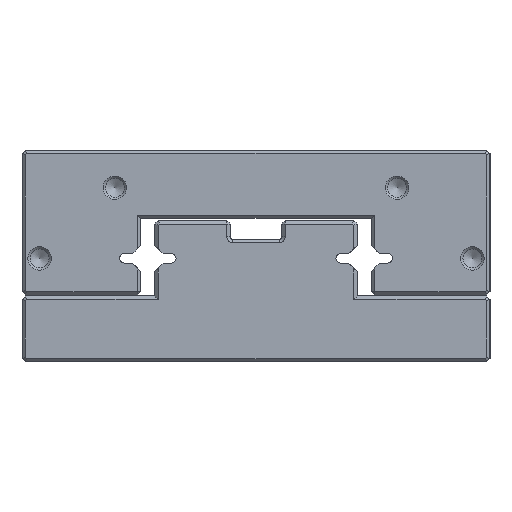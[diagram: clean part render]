
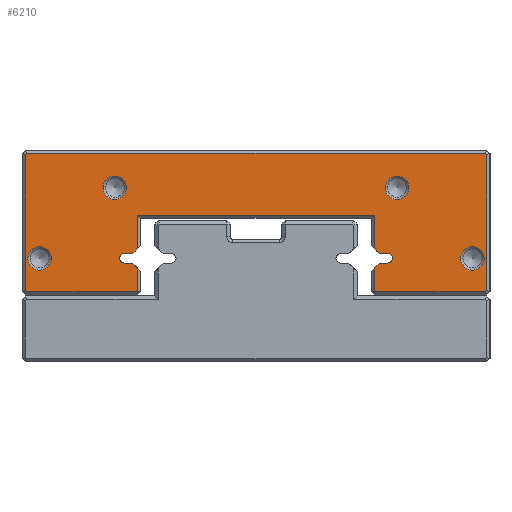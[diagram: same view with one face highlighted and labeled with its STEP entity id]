
A CAD part, left-side view. The second image highlights one B-rep face of the part: STEP entity #6210.
In plain terms, the highlighted planar face has unit normal (-1, 0, 0).
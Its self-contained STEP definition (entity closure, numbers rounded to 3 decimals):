
#5165=FACE_BOUND('',#9560,.T.);
#5166=FACE_BOUND('',#9561,.T.);
#5167=FACE_BOUND('',#9562,.T.);
#5168=FACE_BOUND('',#9563,.T.);
#5169=FACE_BOUND('',#9564,.T.);
#5716=CIRCLE('',#26058,1.);
#5733=CIRCLE('',#26083,1.);
#5739=CIRCLE('',#26095,2.5);
#5740=CIRCLE('',#26096,2.5);
#5741=CIRCLE('',#26097,2.5);
#5742=CIRCLE('',#26098,2.5);
#6210=ADVANCED_FACE('',(#5165,#5166,#5167,#5168,#5169),#7383,.T.);
#7383=PLANE('',#26099);
#9560=EDGE_LOOP('',(#12511,#12512,#12513,#12514,#12515,#12516,#12517,#12518,
#12519,#12520,#12521,#12522,#12523,#12524,#12525,#12526,#12527,#12528,#12529,
#12530,#12531,#12532,#12533,#12534));
#9561=EDGE_LOOP('',(#12535));
#9562=EDGE_LOOP('',(#12536));
#9563=EDGE_LOOP('',(#12537));
#9564=EDGE_LOOP('',(#12538));
#12511=ORIENTED_EDGE('',*,*,#19551,.F.);
#12512=ORIENTED_EDGE('',*,*,#19592,.T.);
#12513=ORIENTED_EDGE('',*,*,#19593,.T.);
#12514=ORIENTED_EDGE('',*,*,#19594,.T.);
#12515=ORIENTED_EDGE('',*,*,#19498,.F.);
#12516=ORIENTED_EDGE('',*,*,#19492,.F.);
#12517=ORIENTED_EDGE('',*,*,#19489,.F.);
#12518=ORIENTED_EDGE('',*,*,#19486,.F.);
#12519=ORIENTED_EDGE('',*,*,#19484,.F.);
#12520=ORIENTED_EDGE('',*,*,#19595,.T.);
#12521=ORIENTED_EDGE('',*,*,#19596,.T.);
#12522=ORIENTED_EDGE('',*,*,#19597,.T.);
#12523=ORIENTED_EDGE('',*,*,#19598,.T.);
#12524=ORIENTED_EDGE('',*,*,#19599,.T.);
#12525=ORIENTED_EDGE('',*,*,#19600,.T.);
#12526=ORIENTED_EDGE('',*,*,#19601,.T.);
#12527=ORIENTED_EDGE('',*,*,#19602,.T.);
#12528=ORIENTED_EDGE('',*,*,#19603,.T.);
#12529=ORIENTED_EDGE('',*,*,#19604,.T.);
#12530=ORIENTED_EDGE('',*,*,#19605,.T.);
#12531=ORIENTED_EDGE('',*,*,#19565,.F.);
#12532=ORIENTED_EDGE('',*,*,#19559,.F.);
#12533=ORIENTED_EDGE('',*,*,#19556,.F.);
#12534=ORIENTED_EDGE('',*,*,#19553,.F.);
#12535=ORIENTED_EDGE('',*,*,#19606,.T.);
#12536=ORIENTED_EDGE('',*,*,#19607,.T.);
#12537=ORIENTED_EDGE('',*,*,#19608,.T.);
#12538=ORIENTED_EDGE('',*,*,#19609,.T.);
#17334=VERTEX_POINT('',#34860);
#17335=VERTEX_POINT('',#34862);
#17336=VERTEX_POINT('',#34866);
#17338=VERTEX_POINT('',#34872);
#17340=VERTEX_POINT('',#34878);
#17345=VERTEX_POINT('',#34890);
#17381=VERTEX_POINT('',#34982);
#17382=VERTEX_POINT('',#34984);
#17383=VERTEX_POINT('',#34988);
#17385=VERTEX_POINT('',#34994);
#17387=VERTEX_POINT('',#35000);
#17392=VERTEX_POINT('',#35012);
#17415=VERTEX_POINT('',#35066);
#17416=VERTEX_POINT('',#35068);
#17417=VERTEX_POINT('',#35071);
#17418=VERTEX_POINT('',#35073);
#17419=VERTEX_POINT('',#35075);
#17420=VERTEX_POINT('',#35077);
#17421=VERTEX_POINT('',#35079);
#17422=VERTEX_POINT('',#35081);
#17423=VERTEX_POINT('',#35083);
#17424=VERTEX_POINT('',#35085);
#17425=VERTEX_POINT('',#35087);
#17426=VERTEX_POINT('',#35089);
#17427=VERTEX_POINT('',#35092);
#17428=VERTEX_POINT('',#35094);
#17429=VERTEX_POINT('',#35096);
#17430=VERTEX_POINT('',#35098);
#19484=EDGE_CURVE('',#17334,#17335,#22007,.T.);
#19486=EDGE_CURVE('',#17335,#17336,#22009,.T.);
#19489=EDGE_CURVE('',#17336,#17338,#5716,.T.);
#19492=EDGE_CURVE('',#17338,#17340,#22013,.T.);
#19498=EDGE_CURVE('',#17340,#17345,#22019,.T.);
#19551=EDGE_CURVE('',#17381,#17382,#22057,.T.);
#19553=EDGE_CURVE('',#17382,#17383,#22059,.T.);
#19556=EDGE_CURVE('',#17383,#17385,#5733,.T.);
#19559=EDGE_CURVE('',#17385,#17387,#22063,.T.);
#19565=EDGE_CURVE('',#17387,#17392,#22069,.T.);
#19592=EDGE_CURVE('',#17381,#17415,#22092,.T.);
#19593=EDGE_CURVE('',#17415,#17416,#22093,.T.);
#19594=EDGE_CURVE('',#17416,#17345,#22094,.T.);
#19595=EDGE_CURVE('',#17334,#17417,#22095,.T.);
#19596=EDGE_CURVE('',#17417,#17418,#22096,.T.);
#19597=EDGE_CURVE('',#17418,#17419,#22097,.T.);
#19598=EDGE_CURVE('',#17419,#17420,#22098,.T.);
#19599=EDGE_CURVE('',#17420,#17421,#22099,.T.);
#19600=EDGE_CURVE('',#17421,#17422,#22100,.T.);
#19601=EDGE_CURVE('',#17422,#17423,#22101,.T.);
#19602=EDGE_CURVE('',#17423,#17424,#22102,.T.);
#19603=EDGE_CURVE('',#17424,#17425,#22103,.T.);
#19604=EDGE_CURVE('',#17425,#17426,#22104,.T.);
#19605=EDGE_CURVE('',#17426,#17392,#22105,.T.);
#19606=EDGE_CURVE('',#17427,#17427,#5739,.T.);
#19607=EDGE_CURVE('',#17428,#17428,#5740,.T.);
#19608=EDGE_CURVE('',#17429,#17429,#5741,.T.);
#19609=EDGE_CURVE('',#17430,#17430,#5742,.T.);
#22007=LINE('',#34861,#24161);
#22009=LINE('',#34865,#24163);
#22013=LINE('',#34877,#24167);
#22019=LINE('',#34889,#24173);
#22057=LINE('',#34983,#24211);
#22059=LINE('',#34987,#24213);
#22063=LINE('',#34999,#24217);
#22069=LINE('',#35011,#24223);
#22092=LINE('',#35065,#24246);
#22093=LINE('',#35067,#24247);
#22094=LINE('',#35069,#24248);
#22095=LINE('',#35070,#24249);
#22096=LINE('',#35072,#24250);
#22097=LINE('',#35074,#24251);
#22098=LINE('',#35076,#24252);
#22099=LINE('',#35078,#24253);
#22100=LINE('',#35080,#24254);
#22101=LINE('',#35082,#24255);
#22102=LINE('',#35084,#24256);
#22103=LINE('',#35086,#24257);
#22104=LINE('',#35088,#24258);
#22105=LINE('',#35090,#24259);
#24161=VECTOR('',#28766,1.);
#24163=VECTOR('',#28770,1.);
#24167=VECTOR('',#28782,1.);
#24173=VECTOR('',#28790,1.);
#24211=VECTOR('',#28866,1.);
#24213=VECTOR('',#28870,1.);
#24217=VECTOR('',#28882,1.);
#24223=VECTOR('',#28890,1.);
#24246=VECTOR('',#28929,1.);
#24247=VECTOR('',#28930,1.);
#24248=VECTOR('',#28931,1.);
#24249=VECTOR('',#28932,1.);
#24250=VECTOR('',#28933,1.);
#24251=VECTOR('',#28934,1.);
#24252=VECTOR('',#28935,1.);
#24253=VECTOR('',#28936,1.);
#24254=VECTOR('',#28937,1.);
#24255=VECTOR('',#28938,1.);
#24256=VECTOR('',#28939,1.);
#24257=VECTOR('',#28940,1.);
#24258=VECTOR('',#28941,1.);
#24259=VECTOR('',#28942,1.);
#26058=AXIS2_PLACEMENT_3D('',#34871,#28775,#28776);
#26083=AXIS2_PLACEMENT_3D('',#34993,#28875,#28876);
#26095=AXIS2_PLACEMENT_3D('',#35091,#28943,#28944);
#26096=AXIS2_PLACEMENT_3D('',#35093,#28945,#28946);
#26097=AXIS2_PLACEMENT_3D('',#35095,#28947,#28948);
#26098=AXIS2_PLACEMENT_3D('',#35097,#28949,#28950);
#26099=AXIS2_PLACEMENT_3D('',#35099,#28951,#28952);
#28766=DIRECTION('',(0.,-0.707,0.707));
#28770=DIRECTION('',(0.,-1.,0.));
#28775=DIRECTION('',(-1.,0.,0.));
#28776=DIRECTION('',(0.,0.,-1.));
#28782=DIRECTION('',(0.,1.,0.));
#28790=DIRECTION('',(0.,0.707,0.707));
#28866=DIRECTION('',(0.,0.707,-0.707));
#28870=DIRECTION('',(0.,1.,0.));
#28875=DIRECTION('',(-1.,0.,0.));
#28876=DIRECTION('',(0.,0.,1.));
#28882=DIRECTION('',(0.,-1.,0.));
#28890=DIRECTION('',(0.,-0.707,-0.707));
#28929=DIRECTION('',(0.,0.,1.));
#28930=DIRECTION('',(0.,-1.,0.));
#28931=DIRECTION('',(0.,0.,-1.));
#28932=DIRECTION('',(0.,0.,-1.));
#28933=DIRECTION('',(0.,-1.,0.));
#28934=DIRECTION('',(0.,-0.707,0.707));
#28935=DIRECTION('',(0.,0.,1.));
#28936=DIRECTION('',(0.,0.707,0.707));
#28937=DIRECTION('',(0.,1.,0.));
#28938=DIRECTION('',(0.,0.707,-0.707));
#28939=DIRECTION('',(0.,0.,-1.));
#28940=DIRECTION('',(0.,-0.707,-0.707));
#28941=DIRECTION('',(0.,-1.,0.));
#28942=DIRECTION('',(0.,0.,1.));
#28943=DIRECTION('',(1.,0.,0.));
#28944=DIRECTION('',(0.,0.,-1.));
#28945=DIRECTION('',(1.,0.,0.));
#28946=DIRECTION('',(0.,0.,-1.));
#28947=DIRECTION('',(1.,0.,0.));
#28948=DIRECTION('',(0.,0.,-1.));
#28949=DIRECTION('',(1.,0.,0.));
#28950=DIRECTION('',(0.,0.,-1.));
#28951=DIRECTION('',(-1.,0.,0.));
#28952=DIRECTION('',(0.,0.,-1.));
#34860=CARTESIAN_POINT('',(80.,24.55,19.957));
#34861=CARTESIAN_POINT('',(80.,25.25,19.257));
#34862=CARTESIAN_POINT('',(80.,23.507,21.));
#34865=CARTESIAN_POINT('',(80.,23.507,21.));
#34866=CARTESIAN_POINT('',(80.,21.75,21.));
#34871=CARTESIAN_POINT('',(80.,21.75,22.));
#34872=CARTESIAN_POINT('',(80.,21.75,23.));
#34877=CARTESIAN_POINT('',(80.,21.75,23.));
#34878=CARTESIAN_POINT('',(80.,23.507,23.));
#34889=CARTESIAN_POINT('',(80.,23.507,23.));
#34890=CARTESIAN_POINT('',(80.,24.55,24.043));
#34982=CARTESIAN_POINT('',(80.,74.95,24.043));
#34983=CARTESIAN_POINT('',(80.,74.25,24.743));
#34984=CARTESIAN_POINT('',(80.,75.993,23.));
#34987=CARTESIAN_POINT('',(80.,75.993,23.));
#34988=CARTESIAN_POINT('',(80.,77.75,23.));
#34993=CARTESIAN_POINT('',(80.,77.75,22.));
#34994=CARTESIAN_POINT('',(80.,77.75,21.));
#34999=CARTESIAN_POINT('',(80.,77.75,21.));
#35000=CARTESIAN_POINT('',(80.,75.993,21.));
#35011=CARTESIAN_POINT('',(80.,75.993,21.));
#35012=CARTESIAN_POINT('',(80.,74.95,19.957));
#35065=CARTESIAN_POINT('',(80.,74.95,30.5));
#35066=CARTESIAN_POINT('',(80.,74.95,31.2));
#35067=CARTESIAN_POINT('',(80.,25.25,31.2));
#35068=CARTESIAN_POINT('',(80.,24.55,31.2));
#35069=CARTESIAN_POINT('',(80.,24.55,24.743));
#35070=CARTESIAN_POINT('',(80.,24.55,14.2));
#35071=CARTESIAN_POINT('',(80.,24.55,14.9));
#35072=CARTESIAN_POINT('',(80.,0.7,14.9));
#35073=CARTESIAN_POINT('',(80.,0.99,14.9));
#35074=CARTESIAN_POINT('',(80.,7.82,8.07));
#35075=CARTESIAN_POINT('',(80.,0.7,15.19));
#35076=CARTESIAN_POINT('',(80.,0.7,44.3));
#35077=CARTESIAN_POINT('',(80.,0.7,44.01));
#35078=CARTESIAN_POINT('',(80.,0.22,43.53));
#35079=CARTESIAN_POINT('',(80.,0.99,44.3));
#35080=CARTESIAN_POINT('',(80.,98.8,44.3));
#35081=CARTESIAN_POINT('',(80.,98.51,44.3));
#35082=CARTESIAN_POINT('',(80.,71.28,71.53));
#35083=CARTESIAN_POINT('',(80.,98.8,44.01));
#35084=CARTESIAN_POINT('',(80.,98.8,14.9));
#35085=CARTESIAN_POINT('',(80.,98.8,15.19));
#35086=CARTESIAN_POINT('',(80.,63.68,-19.93));
#35087=CARTESIAN_POINT('',(80.,98.51,14.9));
#35088=CARTESIAN_POINT('',(80.,74.25,14.9));
#35089=CARTESIAN_POINT('',(80.,74.95,14.9));
#35090=CARTESIAN_POINT('',(80.,74.95,19.257));
#35091=CARTESIAN_POINT('',(80.,95.75,22.));
#35092=CARTESIAN_POINT('',(80.,95.75,19.5));
#35093=CARTESIAN_POINT('',(80.,3.75,22.));
#35094=CARTESIAN_POINT('',(80.,3.75,19.5));
#35095=CARTESIAN_POINT('',(80.,19.75,37.));
#35096=CARTESIAN_POINT('',(80.,19.75,34.5));
#35097=CARTESIAN_POINT('',(80.,79.75,37.));
#35098=CARTESIAN_POINT('',(80.,79.75,34.5));
#35099=CARTESIAN_POINT('',(80.,21.75,22.));
